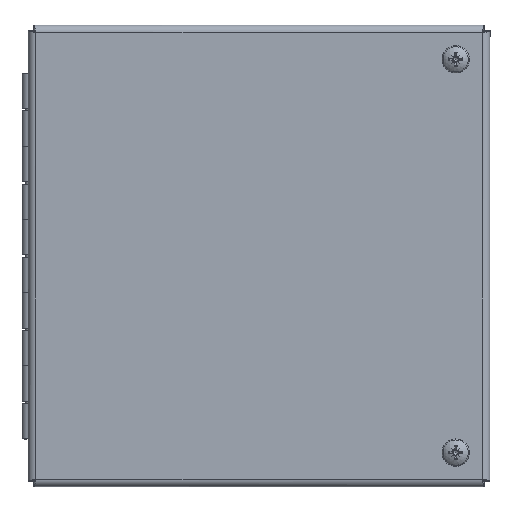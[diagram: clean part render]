
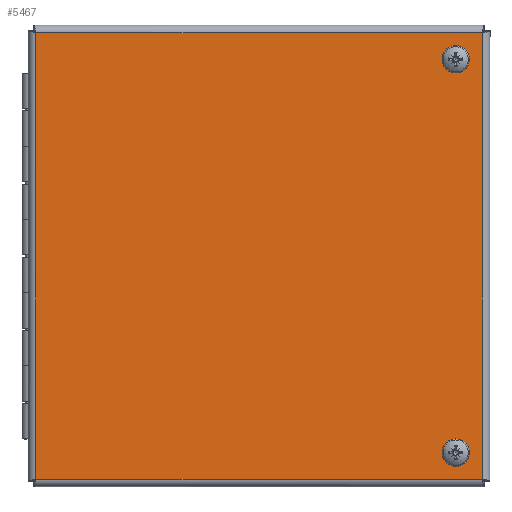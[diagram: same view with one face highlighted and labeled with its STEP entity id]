
A CAD part, top view. The second image highlights one B-rep face of the part: STEP entity #5467.
In plain terms, the highlighted planar face has unit normal (0, 0, 1).
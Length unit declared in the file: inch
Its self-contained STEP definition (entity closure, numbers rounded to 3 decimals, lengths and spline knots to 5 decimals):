
#374=PLANE($,#5900);
#754=LINE($,#8988,#1214);
#770=LINE($,#9090,#1230);
#785=LINE($,#9190,#1245);
#800=LINE($,#9289,#1260);
#1214=VECTOR($,#7004,6.102);
#1230=VECTOR($,#7034,6.102);
#1245=VECTOR($,#7063,6.102);
#1260=VECTOR($,#7092,6.102);
#1418=FACE_BOUND($,#2023,.T.);
#1419=FACE_BOUND($,#2024,.T.);
#1420=FACE_BOUND($,#2025,.T.);
#2023=EDGE_LOOP($,(#4580));
#2024=EDGE_LOOP($,(#4581));
#2025=EDGE_LOOP($,(#4582,#4583,#4584,#4585));
#2254=CIRCLE($,#5868,0.14063);
#2256=CIRCLE($,#5871,0.14063);
#2628=VERTEX_POINT($,#8968);
#2630=VERTEX_POINT($,#8973);
#2633=VERTEX_POINT($,#8979);
#2634=VERTEX_POINT($,#8987);
#2645=VERTEX_POINT($,#9082);
#2655=VERTEX_POINT($,#9182);
#3260=EDGE_CURVE($,#2628,#2628,#2254,.T.);
#3262=EDGE_CURVE($,#2630,#2630,#2256,.T.);
#3265=EDGE_CURVE($,#2634,#2633,#754,.T.);
#3285=EDGE_CURVE($,#2633,#2645,#770,.T.);
#3304=EDGE_CURVE($,#2645,#2655,#785,.T.);
#3323=EDGE_CURVE($,#2655,#2634,#800,.T.);
#4580=ORIENTED_EDGE($,*,*,#3260,.T.);
#4581=ORIENTED_EDGE($,*,*,#3262,.T.);
#4582=ORIENTED_EDGE($,*,*,#3265,.T.);
#4583=ORIENTED_EDGE($,*,*,#3285,.T.);
#4584=ORIENTED_EDGE($,*,*,#3304,.T.);
#4585=ORIENTED_EDGE($,*,*,#3323,.T.);
#5467=ADVANCED_FACE($,(#1418,#1419,#1420),#374,.T.);
#5868=AXIS2_PLACEMENT_3D($,#8969,#6993,#6994);
#5871=AXIS2_PLACEMENT_3D($,#8974,#6999,#7000);
#5900=AXIS2_PLACEMENT_3D($,#9375,#7117,#7118);
#6993=DIRECTION('center_axis',(0.,0.,-1.));
#6994=DIRECTION('ref_axis',(-1.,0.,0.));
#6999=DIRECTION('center_axis',(0.,0.,-1.));
#7000=DIRECTION('ref_axis',(-1.,0.,0.));
#7004=DIRECTION($,(0.,-1.,0.));
#7034=DIRECTION($,(1.,0.,0.));
#7063=DIRECTION($,(0.,1.,0.));
#7092=DIRECTION($,(-1.,0.,0.));
#7117=DIRECTION('center_axis',(0.,0.,1.));
#7118=DIRECTION('ref_axis',(1.,0.,0.));
#8968=CARTESIAN_POINT('',(2.82813,-2.6875,0.074));
#8969=CARTESIAN_POINT('Origin',(2.6875,-2.6875,0.074));
#8973=CARTESIAN_POINT('',(2.82813,2.6875,0.074));
#8974=CARTESIAN_POINT('Origin',(2.6875,2.6875,0.074));
#8979=CARTESIAN_POINT('',(-3.051,-3.051,0.074));
#8987=CARTESIAN_POINT('',(-3.051,3.051,0.074));
#8988=CARTESIAN_POINT($,(-3.051,1.5255,0.074));
#9082=CARTESIAN_POINT('',(3.051,-3.051,0.074));
#9090=CARTESIAN_POINT($,(-1.5255,-3.051,0.074));
#9182=CARTESIAN_POINT('',(3.051,3.051,0.074));
#9190=CARTESIAN_POINT($,(3.051,-1.5255,0.074));
#9289=CARTESIAN_POINT($,(1.5255,3.051,0.074));
#9375=CARTESIAN_POINT('Origin',(0.,0.,
0.074));
